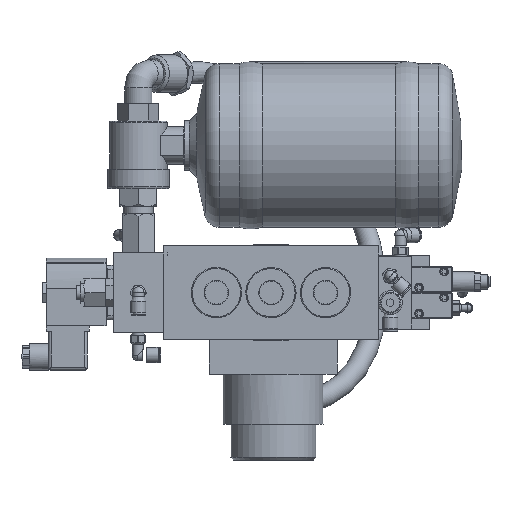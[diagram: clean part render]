
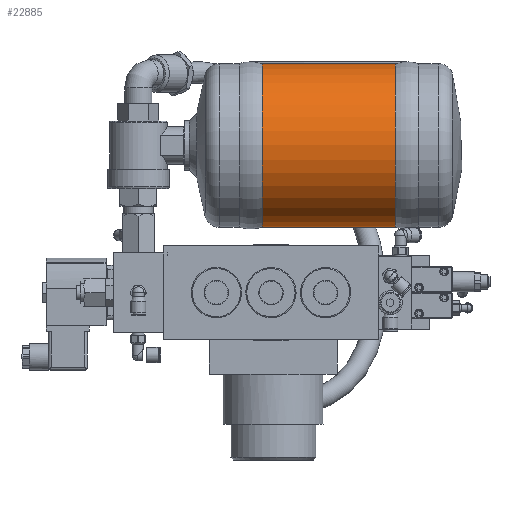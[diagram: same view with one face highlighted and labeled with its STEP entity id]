
A CAD part, front view. The second image highlights one B-rep face of the part: STEP entity #22885.
In plain terms, the highlighted cylindrical face has radius 57 mm (diameter 114 mm), a partial arc.
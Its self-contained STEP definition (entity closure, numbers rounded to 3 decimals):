
#646=LINE('',#32875,#2879);
#647=LINE('',#32879,#2880);
#2879=VECTOR('',#26439,57.);
#2880=VECTOR('',#26442,1.);
#5245=CYLINDRICAL_SURFACE('',#24601,57.);
#6805=FACE_OUTER_BOUND('',#8163,.T.);
#8163=EDGE_LOOP('',(#18159,#18160,#18161,#18162));
#9450=CIRCLE('',#24585,57.);
#9455=CIRCLE('',#24591,57.);
#10127=VERTEX_POINT('',#32873);
#10128=VERTEX_POINT('',#32874);
#10129=VERTEX_POINT('',#32876);
#10130=VERTEX_POINT('',#32878);
#12511=EDGE_CURVE('',#10127,#10128,#646,.T.);
#12513=EDGE_CURVE('',#10130,#10129,#647,.T.);
#13622=EDGE_CURVE('',#10128,#10130,#9450,.T.);
#13627=EDGE_CURVE('',#10127,#10129,#9455,.T.);
#18159=ORIENTED_EDGE('',*,*,#12511,.T.);
#18160=ORIENTED_EDGE('',*,*,#13622,.T.);
#18161=ORIENTED_EDGE('',*,*,#12513,.T.);
#18162=ORIENTED_EDGE('',*,*,#13627,.F.);
#22885=ADVANCED_FACE('',(#6805),#5245,.T.);
#24585=AXIS2_PLACEMENT_3D('',#36113,#28501,#28502);
#24591=AXIS2_PLACEMENT_3D('',#36122,#28513,#28514);
#24601=AXIS2_PLACEMENT_3D('',#36138,#28534,#28535);
#26439=DIRECTION('',(1.,0.,0.));
#26442=DIRECTION('',(-1.,0.,0.));
#28501=DIRECTION('center_axis',(-1.,0.,0.));
#28502=DIRECTION('ref_axis',(0.,-1.,0.));
#28513=DIRECTION('center_axis',(-1.,0.,0.));
#28514=DIRECTION('ref_axis',(0.,-1.,0.));
#28534=DIRECTION('center_axis',(-1.,0.,0.));
#28535=DIRECTION('ref_axis',(0.,-1.,0.));
#32873=CARTESIAN_POINT('',(989.554,355.475,128.252));
#32874=CARTESIAN_POINT('',(1082.253,355.475,128.252));
#32875=CARTESIAN_POINT('',(1035.904,355.475,128.252));
#32876=CARTESIAN_POINT('',(989.554,298.475,185.252));
#32878=CARTESIAN_POINT('',(1082.253,298.475,185.252));
#32879=CARTESIAN_POINT('',(1035.904,298.475,185.252));
#36113=CARTESIAN_POINT('Origin',(1082.253,298.475,128.252));
#36122=CARTESIAN_POINT('Origin',(989.554,298.475,128.252));
#36138=CARTESIAN_POINT('Origin',(1035.904,298.475,128.252));
